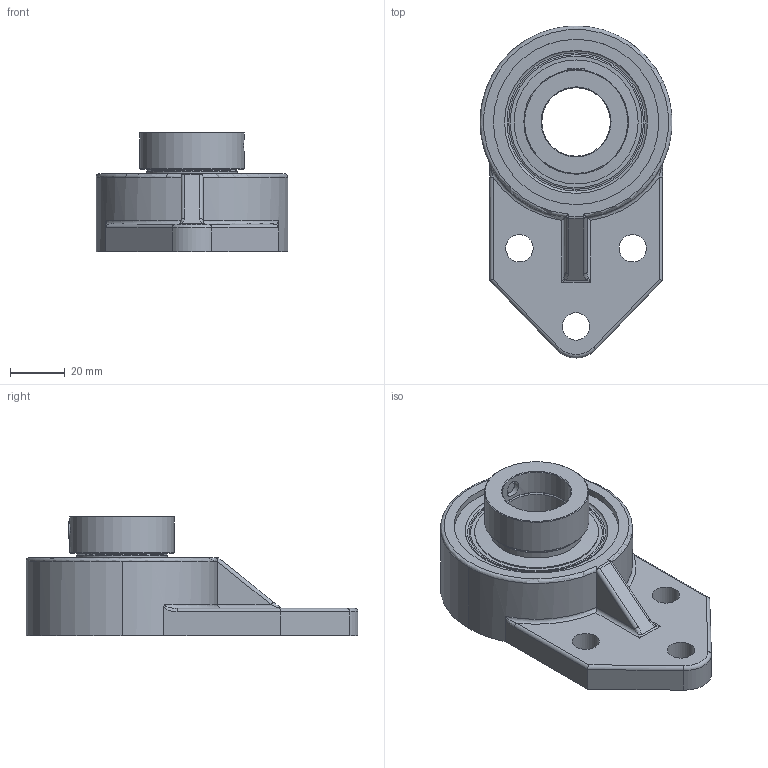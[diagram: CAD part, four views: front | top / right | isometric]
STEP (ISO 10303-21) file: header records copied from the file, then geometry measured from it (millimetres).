
FILE_DESCRIPTION(('HOOPS Exchange Step'),'2;1');
FILE_NAME('export-40657EE3-F565-46D3-947F-D9162BC98D35.stp','2020-05-20T12:09:56-07:00',('dkerr'),('Alibre'),'HOOPS Exchange 2020.0','Alibre','Unknown authorisation');
FILE_SCHEMA( ('AP242_MANAGED_MODEL_BASED_3D_ENGINEERING_MIM_LF {1 0 10303 442 1 1 4 }') );
Length unit declared in the file: inch
Products named in the file (8): MRN SFBM 205 L4L; SNC 205 (Ball Bearing); SNC 205 (Shield); SNC 205 (Setscrew); SNC 205 (Collar); SNC 205 L4L (25mm) (Race); MRN SNC 205 L4L (25mm); MRN SNCSFBM 205 L4L (25mm)
Assembly tree (8 placements, depth 3):
  MRN SNCSFBM 205 L4L (25mm)
    MRN SFBM 205 L4L
    MRN SNC 205 L4L (25mm)
      SNC 205 (Ball Bearing)
      SNC 205 (Shield)  x2
      SNC 205 (Setscrew)
      SNC 205 (Collar)
      SNC 205 L4L (25mm) (Race)
Bounding box: 69.93 x 120.98 x 43.6 mm (x, y, z)
Volume: 101650.2 mm3; surface area: 44405.6 mm2
Topology: 16 solids, 16 shells, 148 faces, 398 edges, 260 vertices
Faces by surface type: cylinder 50, plane 41, torus 18, sphere 16, cone 13, bspline 10
Full cylindrical faces by diameter (mm): 5.994 x1, 6 x2, 10 x3, 25 x2, 30.683 x2, 33.02 x4, 34.036 x2, 38.1 x1, 44.063 x2, 45.212 x2, 56.126 x1, 60.25 x1
Entity records: 7411 total; most frequent: CARTESIAN_POINT 3672, DIRECTION 796, ORIENTED_EDGE 702, EDGE_CURVE 351, AXIS2_PLACEMENT_3D 344, VERTEX_POINT 246, CIRCLE 179, EDGE_LOOP 165
